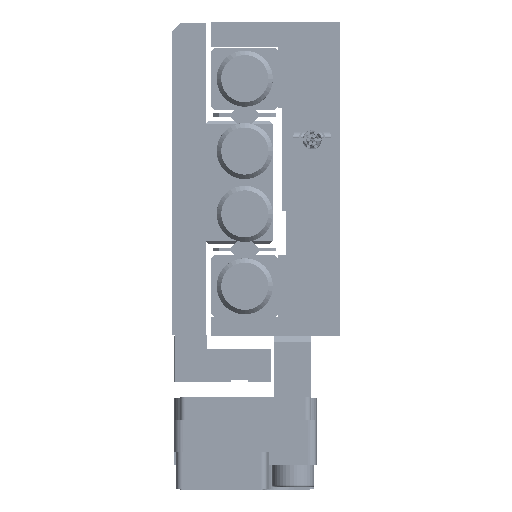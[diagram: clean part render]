
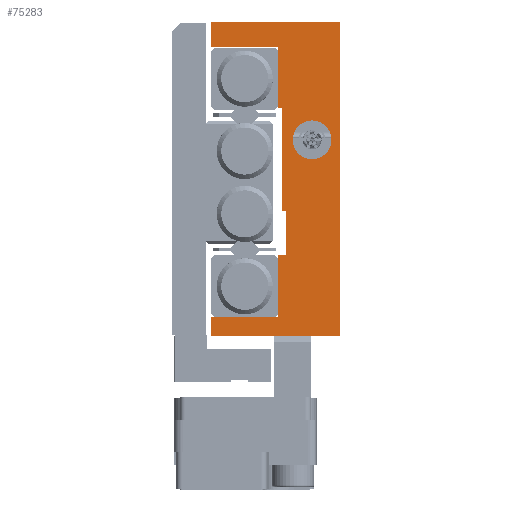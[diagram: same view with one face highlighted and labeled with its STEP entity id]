
A CAD part, left-side view. The second image highlights one B-rep face of the part: STEP entity #75283.
In plain terms, the highlighted planar face has unit normal (-1, 0, 0).
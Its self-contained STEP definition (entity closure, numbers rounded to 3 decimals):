
#944 = PLANE ( 'NONE',  #69859 ) ;
#2135 = LINE ( 'NONE', #61399, #43163 ) ;
#2370 = DIRECTION ( 'NONE',  ( 0., -1., 0. ) ) ;
#2466 = ORIENTED_EDGE ( 'NONE', *, *, #70567, .T. ) ;
#2676 = AXIS2_PLACEMENT_3D ( 'NONE', #57565, #65032, #85224 ) ;
#3478 = VECTOR ( 'NONE', #70376, 1000. ) ;
#3884 = EDGE_CURVE ( 'NONE', #39897, #8407, #24097, .T. ) ;
#6350 = LINE ( 'NONE', #80087, #7948 ) ;
#6406 = CARTESIAN_POINT ( 'NONE',  ( -60., 5.5, 11.8 ) ) ;
#7703 = EDGE_CURVE ( 'NONE', #58940, #85596, #72066, .T. ) ;
#7845 = CARTESIAN_POINT ( 'NONE',  ( -60., 5.5, -12.3 ) ) ;
#7948 = VECTOR ( 'NONE', #19950, 1000. ) ;
#8407 = VERTEX_POINT ( 'NONE', #49163 ) ;
#8758 = EDGE_CURVE ( 'NONE', #16749, #39897, #65708, .T. ) ;
#9077 = VECTOR ( 'NONE', #68206, 1000. ) ;
#9379 = ORIENTED_EDGE ( 'NONE', *, *, #8758, .F. ) ;
#10184 = ORIENTED_EDGE ( 'NONE', *, *, #3884, .F. ) ;
#11053 = EDGE_LOOP ( 'NONE', ( #55336, #44394 ) ) ;
#12096 = ORIENTED_EDGE ( 'NONE', *, *, #40146, .T. ) ;
#12311 = CARTESIAN_POINT ( 'NONE',  ( -60., 11.5, 14. ) ) ;
#12994 = ORIENTED_EDGE ( 'NONE', *, *, #19362, .F. ) ;
#13689 = DIRECTION ( 'NONE',  ( 0., 0., -1. ) ) ;
#15090 = LINE ( 'NONE', #83540, #9077 ) ;
#15107 = DIRECTION ( 'NONE',  ( 0., 0., 1. ) ) ;
#15570 = DIRECTION ( 'NONE',  ( 0., 0., 1. ) ) ;
#16383 = VERTEX_POINT ( 'NONE', #82545 ) ;
#16749 = VERTEX_POINT ( 'NONE', #7845 ) ;
#16784 = ORIENTED_EDGE ( 'NONE', *, *, #67744, .F. ) ;
#17503 = VERTEX_POINT ( 'NONE', #48864 ) ;
#19362 = EDGE_CURVE ( 'NONE', #47573, #64337, #56532, .T. ) ;
#19836 = DIRECTION ( 'NONE',  ( 1., 0., 0. ) ) ;
#19950 = DIRECTION ( 'NONE',  ( 0., -1., 0. ) ) ;
#20969 = DIRECTION ( 'NONE',  ( -1., 0., 0. ) ) ;
#21251 = VERTEX_POINT ( 'NONE', #12311 ) ;
#21542 = EDGE_CURVE ( 'NONE', #24610, #83790, #62266, .T. ) ;
#23238 = ORIENTED_EDGE ( 'NONE', *, *, #51411, .T. ) ;
#24097 = LINE ( 'NONE', #82934, #34234 ) ;
#24215 = EDGE_CURVE ( 'NONE', #76902, #17503, #55375, .T. ) ;
#24527 = EDGE_LOOP ( 'NONE', ( #60943, #10184, #9379, #23238, #12096, #58468, #61008, #16784, #27473, #2466, #82518, #69420, #41159, #12994 ) ) ;
#24610 = VERTEX_POINT ( 'NONE', #35064 ) ;
#26896 = VECTOR ( 'NONE', #61415, 1000. ) ;
#27473 = ORIENTED_EDGE ( 'NONE', *, *, #42879, .T. ) ;
#29343 = CARTESIAN_POINT ( 'NONE',  ( -60., 5.5, 6.3 ) ) ;
#30609 = VECTOR ( 'NONE', #58688, 1000. ) ;
#33103 = LINE ( 'NONE', #48880, #74287 ) ;
#33351 = LINE ( 'NONE', #54832, #41302 ) ;
#33731 = CARTESIAN_POINT ( 'NONE',  ( -60., 5.2, -2.8 ) ) ;
#34234 = VECTOR ( 'NONE', #36801, 1000. ) ;
#34751 = CARTESIAN_POINT ( 'NONE',  ( -60., 11.5, 11.8 ) ) ;
#35064 = CARTESIAN_POINT ( 'NONE',  ( -60., 5.5, 6.3 ) ) ;
#36392 = CARTESIAN_POINT ( 'NONE',  ( -60., 11.5, -14. ) ) ;
#36801 = DIRECTION ( 'NONE',  ( 0., -1., 0. ) ) ;
#38174 = CARTESIAN_POINT ( 'NONE',  ( -60., 4.8, -2.8 ) ) ;
#39897 = VERTEX_POINT ( 'NONE', #41851 ) ;
#40146 = EDGE_CURVE ( 'NONE', #66718, #76902, #83106, .T. ) ;
#41131 = EDGE_CURVE ( 'NONE', #64567, #24610, #54811, .T. ) ;
#41159 = ORIENTED_EDGE ( 'NONE', *, *, #70723, .F. ) ;
#41302 = VECTOR ( 'NONE', #53545, 1000. ) ;
#41851 = CARTESIAN_POINT ( 'NONE',  ( -60., 5.5, -6.8 ) ) ;
#42064 = DIRECTION ( 'NONE',  ( 0., 1., 0. ) ) ;
#42879 = EDGE_CURVE ( 'NONE', #21251, #57061, #33351, .T. ) ;
#43163 = VECTOR ( 'NONE', #42064, 1000. ) ;
#43725 = VECTOR ( 'NONE', #55674, 1000. ) ;
#43763 = CARTESIAN_POINT ( 'NONE',  ( -60., 5.5, -14. ) ) ;
#44394 = ORIENTED_EDGE ( 'NONE', *, *, #78811, .F. ) ;
#47386 = CARTESIAN_POINT ( 'NONE',  ( -60., 5.5, -14. ) ) ;
#47573 = VERTEX_POINT ( 'NONE', #38174 ) ;
#47876 = CARTESIAN_POINT ( 'NONE',  ( -60., 11.5, -12.3 ) ) ;
#48450 = LINE ( 'NONE', #75243, #82332 ) ;
#48799 = CARTESIAN_POINT ( 'NONE',  ( -60., 5.5, -14. ) ) ;
#48864 = CARTESIAN_POINT ( 'NONE',  ( -60., 0., -14. ) ) ;
#48880 = CARTESIAN_POINT ( 'NONE',  ( -60., 5.5, 11.8 ) ) ;
#48911 = EDGE_CURVE ( 'NONE', #8407, #47573, #56789, .T. ) ;
#48923 = CARTESIAN_POINT ( 'NONE',  ( -60., 4.8, -6.8 ) ) ;
#49163 = CARTESIAN_POINT ( 'NONE',  ( -60., 4.8, -6.8 ) ) ;
#49737 = CARTESIAN_POINT ( 'NONE',  ( -60., 11.5, -14. ) ) ;
#49956 = CARTESIAN_POINT ( 'NONE',  ( -60., 4.8, -2.8 ) ) ;
#51411 = EDGE_CURVE ( 'NONE', #16749, #66718, #2135, .T. ) ;
#52996 = EDGE_CURVE ( 'NONE', #17503, #16383, #48450, .T. ) ;
#53545 = DIRECTION ( 'NONE',  ( 0., 0., -1. ) ) ;
#54811 = LINE ( 'NONE', #29343, #73820 ) ;
#54832 = CARTESIAN_POINT ( 'NONE',  ( -60., 11.5, 14. ) ) ;
#55336 = ORIENTED_EDGE ( 'NONE', *, *, #7703, .F. ) ;
#55375 = LINE ( 'NONE', #48799, #79616 ) ;
#55674 = DIRECTION ( 'NONE',  ( 0., 1., 0. ) ) ;
#56532 = LINE ( 'NONE', #49956, #43725 ) ;
#56789 = LINE ( 'NONE', #48923, #80932 ) ;
#57061 = VERTEX_POINT ( 'NONE', #34751 ) ;
#57565 = CARTESIAN_POINT ( 'NONE',  ( -60., 2.5, 3.5 ) ) ;
#58468 = ORIENTED_EDGE ( 'NONE', *, *, #24215, .T. ) ;
#58688 = DIRECTION ( 'NONE',  ( 0., 0., 1. ) ) ;
#58940 = VERTEX_POINT ( 'NONE', #85119 ) ;
#60943 = ORIENTED_EDGE ( 'NONE', *, *, #48911, .F. ) ;
#61008 = ORIENTED_EDGE ( 'NONE', *, *, #52996, .T. ) ;
#61064 = FACE_BOUND ( 'NONE', #11053, .T. ) ;
#61399 = CARTESIAN_POINT ( 'NONE',  ( -60., 5.5, -12.3 ) ) ;
#61415 = DIRECTION ( 'NONE',  ( 0., 0., 1. ) ) ;
#62187 = AXIS2_PLACEMENT_3D ( 'NONE', #67071, #20969, #72795 ) ;
#62266 = LINE ( 'NONE', #47386, #26896 ) ;
#64337 = VERTEX_POINT ( 'NONE', #33731 ) ;
#64567 = VERTEX_POINT ( 'NONE', #85984 ) ;
#65032 = DIRECTION ( 'NONE',  ( -1., 0., 0. ) ) ;
#65708 = LINE ( 'NONE', #43763, #30609 ) ;
#66718 = VERTEX_POINT ( 'NONE', #47876 ) ;
#67071 = CARTESIAN_POINT ( 'NONE',  ( -60., 2.5, 3.5 ) ) ;
#67744 = EDGE_CURVE ( 'NONE', #21251, #16383, #6350, .T. ) ;
#68206 = DIRECTION ( 'NONE',  ( 0., 0., 1. ) ) ;
#69420 = ORIENTED_EDGE ( 'NONE', *, *, #41131, .F. ) ;
#69859 = AXIS2_PLACEMENT_3D ( 'NONE', #81271, #19836, #13689 ) ;
#70376 = DIRECTION ( 'NONE',  ( 0., 0., -1. ) ) ;
#70567 = EDGE_CURVE ( 'NONE', #57061, #83790, #33103, .T. ) ;
#70723 = EDGE_CURVE ( 'NONE', #64337, #64567, #15090, .T. ) ;
#70867 = CARTESIAN_POINT ( 'NONE',  ( -60., 2.5, 1.773 ) ) ;
#72066 = CIRCLE ( 'NONE', #62187, 1.727 ) ;
#72795 = DIRECTION ( 'NONE',  ( 0., 0., 1. ) ) ;
#73820 = VECTOR ( 'NONE', #82895, 1000. ) ;
#73828 = FACE_OUTER_BOUND ( 'NONE', #24527, .T. ) ;
#74287 = VECTOR ( 'NONE', #2370, 1000. ) ;
#75243 = CARTESIAN_POINT ( 'NONE',  ( -60., 0., -14. ) ) ;
#75283 = ADVANCED_FACE ( 'NONE', ( #73828, #61064 ), #944, .F. ) ;
#75583 = DIRECTION ( 'NONE',  ( 0., -1., 0. ) ) ;
#76902 = VERTEX_POINT ( 'NONE', #36392 ) ;
#78811 = EDGE_CURVE ( 'NONE', #85596, #58940, #85327, .T. ) ;
#79616 = VECTOR ( 'NONE', #75583, 1000. ) ;
#80087 = CARTESIAN_POINT ( 'NONE',  ( -60., 5.5, 14. ) ) ;
#80932 = VECTOR ( 'NONE', #15570, 1000. ) ;
#81271 = CARTESIAN_POINT ( 'NONE',  ( -60., 5.5, -14. ) ) ;
#82332 = VECTOR ( 'NONE', #15107, 1000. ) ;
#82518 = ORIENTED_EDGE ( 'NONE', *, *, #21542, .F. ) ;
#82545 = CARTESIAN_POINT ( 'NONE',  ( -60., 0., 14. ) ) ;
#82895 = DIRECTION ( 'NONE',  ( 0., 1., 0. ) ) ;
#82934 = CARTESIAN_POINT ( 'NONE',  ( -60., 5.5, -6.8 ) ) ;
#83106 = LINE ( 'NONE', #49737, #3478 ) ;
#83540 = CARTESIAN_POINT ( 'NONE',  ( -60., 5.2, 6.3 ) ) ;
#83790 = VERTEX_POINT ( 'NONE', #6406 ) ;
#85119 = CARTESIAN_POINT ( 'NONE',  ( -60., 2.5, 5.227 ) ) ;
#85224 = DIRECTION ( 'NONE',  ( 0., 0., 1. ) ) ;
#85327 = CIRCLE ( 'NONE', #2676, 1.727 ) ;
#85596 = VERTEX_POINT ( 'NONE', #70867 ) ;
#85984 = CARTESIAN_POINT ( 'NONE',  ( -60., 5.2, 6.3 ) ) ;
